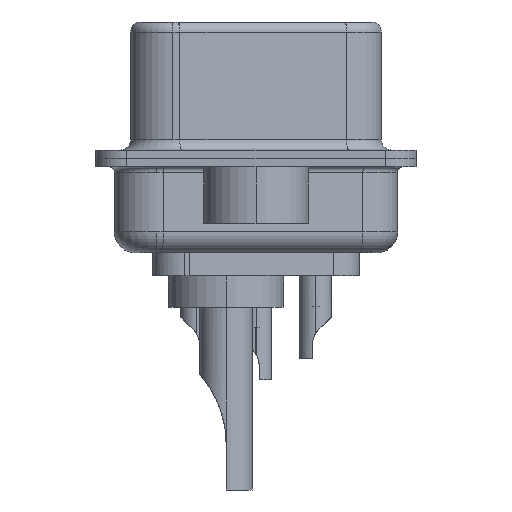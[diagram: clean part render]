
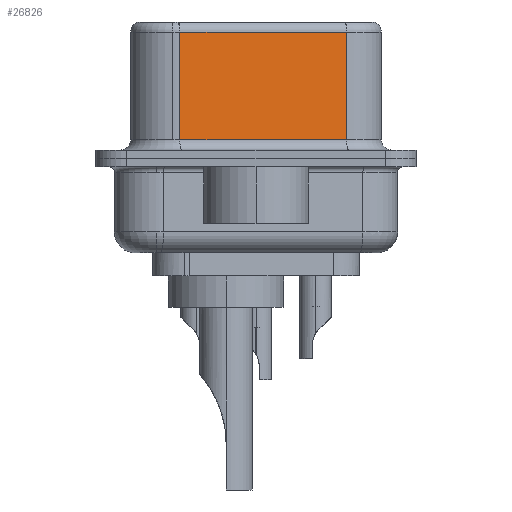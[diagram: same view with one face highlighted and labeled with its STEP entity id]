
A CAD part, left-side view. The second image highlights one B-rep face of the part: STEP entity #26826.
In plain terms, the highlighted planar face has unit normal (-0.985, -0.174, 0).
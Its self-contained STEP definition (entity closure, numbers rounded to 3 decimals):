
#1110 = DIRECTION ( 'NONE',  ( 0., 0., -1. ) ) ;
#1325 = CARTESIAN_POINT ( 'NONE',  ( 3.73, 3.628, 0.9 ) ) ;
#2050 = LINE ( 'NONE', #6017, #6870 ) ;
#2632 = CARTESIAN_POINT ( 'NONE',  ( 5.132, -4.322, 6.02 ) ) ;
#4552 = VECTOR ( 'NONE', #22003, 1000. ) ;
#4605 = VERTEX_POINT ( 'NONE', #9427 ) ;
#4635 = VECTOR ( 'NONE', #1110, 1000. ) ;
#5269 = LINE ( 'NONE', #26066, #4635 ) ;
#5646 = CARTESIAN_POINT ( 'NONE',  ( 5.132, -4.322, 0.9 ) ) ;
#5701 = VECTOR ( 'NONE', #17028, 1000. ) ;
#5744 = PLANE ( 'NONE',  #26284 ) ;
#6017 = CARTESIAN_POINT ( 'NONE',  ( 5.132, -4.322, 6.02 ) ) ;
#6870 = VECTOR ( 'NONE', #26765, 1000. ) ;
#7301 = EDGE_CURVE ( 'NONE', #11483, #4605, #2050, .T. ) ;
#9427 = CARTESIAN_POINT ( 'NONE',  ( 3.73, 3.628, 6.02 ) ) ;
#10792 = ORIENTED_EDGE ( 'NONE', *, *, #7301, .T. ) ;
#10915 = EDGE_CURVE ( 'NONE', #4605, #22769, #12496, .T. ) ;
#11483 = VERTEX_POINT ( 'NONE', #2632 ) ;
#12089 = ORIENTED_EDGE ( 'NONE', *, *, #26659, .F. ) ;
#12179 = ORIENTED_EDGE ( 'NONE', *, *, #10915, .T. ) ;
#12496 = LINE ( 'NONE', #14942, #5701 ) ;
#12909 = VERTEX_POINT ( 'NONE', #5646 ) ;
#14033 = DIRECTION ( 'NONE',  ( -0.174, 0.985, 0. ) ) ;
#14135 = EDGE_LOOP ( 'NONE', ( #12089, #10792, #12179, #19386 ) ) ;
#14907 = EDGE_CURVE ( 'NONE', #22769, #12909, #15523, .T. ) ;
#14942 = CARTESIAN_POINT ( 'NONE',  ( 3.73, 3.628, 6.52 ) ) ;
#15523 = LINE ( 'NONE', #19848, #4552 ) ;
#17028 = DIRECTION ( 'NONE',  ( 0., 0., -1. ) ) ;
#18133 = CARTESIAN_POINT ( 'NONE',  ( 5.132, -4.322, 6.52 ) ) ;
#19386 = ORIENTED_EDGE ( 'NONE', *, *, #14907, .T. ) ;
#19848 = CARTESIAN_POINT ( 'NONE',  ( 5.132, -4.322, 0.9 ) ) ;
#22003 = DIRECTION ( 'NONE',  ( 0.174, -0.985, 0. ) ) ;
#22769 = VERTEX_POINT ( 'NONE', #1325 ) ;
#23504 = FACE_OUTER_BOUND ( 'NONE', #14135, .T. ) ;
#26066 = CARTESIAN_POINT ( 'NONE',  ( 5.132, -4.322, 6.52 ) ) ;
#26284 = AXIS2_PLACEMENT_3D ( 'NONE', #18133, #26584, #14033 ) ;
#26584 = DIRECTION ( 'NONE',  ( 0.985, 0.174, 0. ) ) ;
#26659 = EDGE_CURVE ( 'NONE', #11483, #12909, #5269, .T. ) ;
#26765 = DIRECTION ( 'NONE',  ( -0.174, 0.985, 0. ) ) ;
#26826 = ADVANCED_FACE ( 'NONE', ( #23504 ), #5744, .F. ) ;
